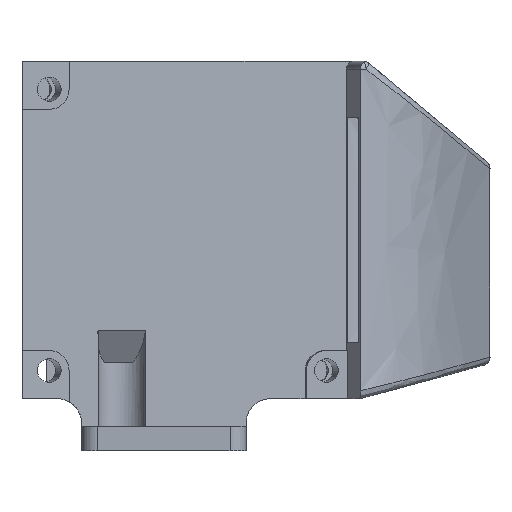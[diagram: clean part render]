
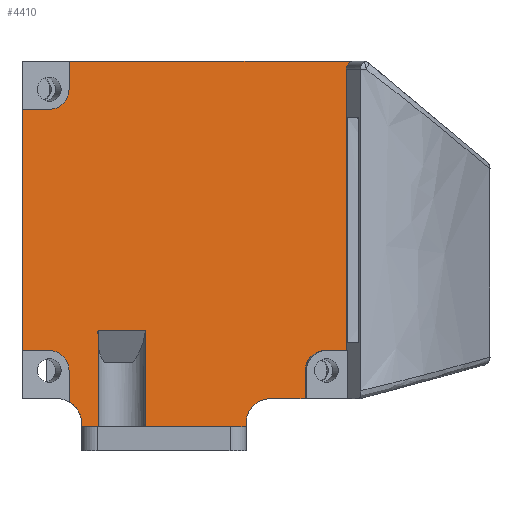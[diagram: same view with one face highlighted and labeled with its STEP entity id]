
A CAD part, left-side view. The second image highlights one B-rep face of the part: STEP entity #4410.
In plain terms, the highlighted planar face has unit normal (-0.985, -0.174, 0).
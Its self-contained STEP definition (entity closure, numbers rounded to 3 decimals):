
#237=PLANE('',#4702);
#381=FACE_OUTER_BOUND('',#631,.T.);
#631=EDGE_LOOP('',(#3117,#3118,#3119,#3120,#3121,#3122,#3123,#3124,#3125,
#3126,#3127,#3128,#3129,#3130,#3131,#3132,#3133,#3134,#3135,#3136,#3137,
#3138,#3139,#3140,#3141));
#908=CIRCLE('',#4703,2.5);
#909=CIRCLE('',#4704,1.);
#910=CIRCLE('',#4705,2.5);
#911=CIRCLE('',#4706,2.5);
#1018=LINE('',#6142,#1431);
#1026=LINE('',#6159,#1439);
#1080=LINE('',#6314,#1493);
#1084=LINE('',#6325,#1497);
#1085=LINE('',#6332,#1498);
#1087=LINE('',#6340,#1500);
#1088=LINE('',#6341,#1501);
#1089=LINE('',#6342,#1502);
#1090=LINE('',#6344,#1503);
#1091=LINE('',#6348,#1504);
#1092=LINE('',#6350,#1505);
#1093=LINE('',#6354,#1506);
#1094=LINE('',#6356,#1507);
#1095=LINE('',#6360,#1508);
#1096=LINE('',#6362,#1509);
#1097=LINE('',#6364,#1510);
#1098=LINE('',#6367,#1511);
#1099=LINE('',#6369,#1512);
#1100=LINE('',#6370,#1513);
#1431=VECTOR('',#5021,10.);
#1439=VECTOR('',#5031,10.);
#1493=VECTOR('',#5165,10.);
#1497=VECTOR('',#5175,10.);
#1498=VECTOR('',#5184,10.);
#1500=VECTOR('',#5192,10.);
#1501=VECTOR('',#5193,10.);
#1502=VECTOR('',#5194,10.);
#1503=VECTOR('',#5195,10.);
#1504=VECTOR('',#5198,10.);
#1505=VECTOR('',#5199,10.);
#1506=VECTOR('',#5202,10.);
#1507=VECTOR('',#5203,10.);
#1508=VECTOR('',#5206,10.);
#1509=VECTOR('',#5207,10.);
#1510=VECTOR('',#5208,10.);
#1511=VECTOR('',#5211,10.);
#1512=VECTOR('',#5212,10.);
#1513=VECTOR('',#5213,10.);
#1840=ELLIPSE('',#4648,3.046,3.);
#1848=ELLIPSE('',#4663,3.046,3.);
#1867=VERTEX_POINT('',#6124);
#1868=VERTEX_POINT('',#6126);
#1874=VERTEX_POINT('',#6140);
#1881=VERTEX_POINT('',#6156);
#1882=VERTEX_POINT('',#6158);
#1915=VERTEX_POINT('',#6231);
#1943=VERTEX_POINT('',#6313);
#1944=VERTEX_POINT('',#6318);
#1947=VERTEX_POINT('',#6323);
#1948=VERTEX_POINT('',#6329);
#1949=VERTEX_POINT('',#6330);
#1952=VERTEX_POINT('',#6339);
#1953=VERTEX_POINT('',#6343);
#1954=VERTEX_POINT('',#6345);
#1955=VERTEX_POINT('',#6347);
#1956=VERTEX_POINT('',#6349);
#1957=VERTEX_POINT('',#6351);
#1958=VERTEX_POINT('',#6353);
#1959=VERTEX_POINT('',#6355);
#1960=VERTEX_POINT('',#6357);
#1961=VERTEX_POINT('',#6359);
#1962=VERTEX_POINT('',#6361);
#1963=VERTEX_POINT('',#6363);
#1964=VERTEX_POINT('',#6365);
#1965=VERTEX_POINT('',#6368);
#2306=EDGE_CURVE('',#1868,#1867,#1840,.F.);
#2314=EDGE_CURVE('',#1874,#1867,#1018,.T.);
#2322=EDGE_CURVE('',#1881,#1882,#1026,.T.);
#2358=EDGE_CURVE('',#1882,#1915,#1848,.T.);
#2400=EDGE_CURVE('',#1943,#1915,#1080,.T.);
#2406=EDGE_CURVE('',#1947,#1944,#1084,.T.);
#2409=EDGE_CURVE('',#1948,#1949,#1085,.T.);
#2412=EDGE_CURVE('',#1947,#1952,#1087,.T.);
#2413=EDGE_CURVE('',#1949,#1952,#1088,.T.);
#2414=EDGE_CURVE('',#1943,#1948,#1089,.T.);
#2415=EDGE_CURVE('',#1881,#1953,#1090,.T.);
#2416=EDGE_CURVE('',#1953,#1954,#908,.T.);
#2417=EDGE_CURVE('',#1954,#1955,#1091,.T.);
#2418=EDGE_CURVE('',#1955,#1956,#1092,.T.);
#2419=EDGE_CURVE('',#1957,#1956,#909,.F.);
#2420=EDGE_CURVE('',#1958,#1957,#1093,.T.);
#2421=EDGE_CURVE('',#1958,#1959,#1094,.T.);
#2422=EDGE_CURVE('',#1959,#1960,#910,.T.);
#2423=EDGE_CURVE('',#1960,#1961,#1095,.T.);
#2424=EDGE_CURVE('',#1962,#1961,#1096,.T.);
#2425=EDGE_CURVE('',#1962,#1963,#1097,.T.);
#2426=EDGE_CURVE('',#1963,#1964,#911,.T.);
#2427=EDGE_CURVE('',#1964,#1868,#1098,.T.);
#2428=EDGE_CURVE('',#1965,#1874,#1099,.T.);
#2429=EDGE_CURVE('',#1965,#1944,#1100,.T.);
#3117=ORIENTED_EDGE('',*,*,#2412,.T.);
#3118=ORIENTED_EDGE('',*,*,#2413,.F.);
#3119=ORIENTED_EDGE('',*,*,#2409,.F.);
#3120=ORIENTED_EDGE('',*,*,#2414,.F.);
#3121=ORIENTED_EDGE('',*,*,#2400,.T.);
#3122=ORIENTED_EDGE('',*,*,#2358,.F.);
#3123=ORIENTED_EDGE('',*,*,#2322,.F.);
#3124=ORIENTED_EDGE('',*,*,#2415,.T.);
#3125=ORIENTED_EDGE('',*,*,#2416,.T.);
#3126=ORIENTED_EDGE('',*,*,#2417,.T.);
#3127=ORIENTED_EDGE('',*,*,#2418,.T.);
#3128=ORIENTED_EDGE('',*,*,#2419,.F.);
#3129=ORIENTED_EDGE('',*,*,#2420,.F.);
#3130=ORIENTED_EDGE('',*,*,#2421,.T.);
#3131=ORIENTED_EDGE('',*,*,#2422,.T.);
#3132=ORIENTED_EDGE('',*,*,#2423,.T.);
#3133=ORIENTED_EDGE('',*,*,#2424,.F.);
#3134=ORIENTED_EDGE('',*,*,#2425,.T.);
#3135=ORIENTED_EDGE('',*,*,#2426,.T.);
#3136=ORIENTED_EDGE('',*,*,#2427,.T.);
#3137=ORIENTED_EDGE('',*,*,#2306,.T.);
#3138=ORIENTED_EDGE('',*,*,#2314,.F.);
#3139=ORIENTED_EDGE('',*,*,#2428,.F.);
#3140=ORIENTED_EDGE('',*,*,#2429,.T.);
#3141=ORIENTED_EDGE('',*,*,#2406,.F.);
#4410=ADVANCED_FACE('',(#381),#237,.T.);
#4648=AXIS2_PLACEMENT_3D('',#6127,#5008,#5009);
#4663=AXIS2_PLACEMENT_3D('',#6232,#5081,#5082);
#4702=AXIS2_PLACEMENT_3D('',#6338,#5190,#5191);
#4703=AXIS2_PLACEMENT_3D('',#6346,#5196,#5197);
#4704=AXIS2_PLACEMENT_3D('',#6352,#5200,#5201);
#4705=AXIS2_PLACEMENT_3D('',#6358,#5204,#5205);
#4706=AXIS2_PLACEMENT_3D('',#6366,#5209,#5210);
#5008=DIRECTION('center_axis',(-0.985,-0.174,0.));
#5009=DIRECTION('ref_axis',(0.174,-0.985,0.));
#5021=DIRECTION('',(0.,0.,1.));
#5031=DIRECTION('',(-0.174,0.985,0.));
#5081=DIRECTION('center_axis',(-0.985,-0.174,0.));
#5082=DIRECTION('ref_axis',(-0.174,0.985,0.));
#5165=DIRECTION('',(0.,0.,1.));
#5175=DIRECTION('',(-0.174,0.985,0.));
#5184=DIRECTION('',(-0.174,0.985,0.));
#5190=DIRECTION('center_axis',(-0.985,-0.174,0.));
#5191=DIRECTION('ref_axis',(-0.174,0.985,0.));
#5192=DIRECTION('',(0.,0.,-1.));
#5193=DIRECTION('',(-0.174,0.985,0.));
#5194=DIRECTION('',(-0.174,0.985,0.));
#5195=DIRECTION('',(0.,0.,1.));
#5196=DIRECTION('center_axis',(0.985,0.174,0.));
#5197=DIRECTION('ref_axis',(0.,0.,1.));
#5198=DIRECTION('',(0.174,-0.985,0.));
#5199=DIRECTION('',(0.,0.,1.));
#5200=DIRECTION('center_axis',(0.985,0.174,0.));
#5201=DIRECTION('ref_axis',(-0.123,0.696,0.707));
#5202=DIRECTION('',(0.174,-0.985,0.));
#5203=DIRECTION('',(0.,0.,-1.));
#5204=DIRECTION('center_axis',(0.985,0.174,0.));
#5205=DIRECTION('ref_axis',(0.,0.,
-1.));
#5206=DIRECTION('',(-0.174,0.985,0.));
#5207=DIRECTION('',(0.,0.,1.));
#5208=DIRECTION('',(0.174,-0.985,0.));
#5209=DIRECTION('center_axis',(0.985,0.174,0.));
#5210=DIRECTION('ref_axis',(0.174,-0.985,0.));
#5211=DIRECTION('',(0.,0.,-1.));
#5212=DIRECTION('',(-0.174,0.985,0.));
#5213=DIRECTION('',(0.,0.,1.));
#6124=CARTESIAN_POINT('',(-28.442,-4.4,19.5));
#6126=CARTESIAN_POINT('',(-28.746,-2.678,22.214));
#6127=CARTESIAN_POINT('Origin',(-28.971,-1.4,19.5));
#6140=CARTESIAN_POINT('',(-28.442,-4.4,19.));
#6142=CARTESIAN_POINT('',(-28.442,-4.4,16.));
#6156=CARTESIAN_POINT('',(-23.536,-32.222,22.5));
#6158=CARTESIAN_POINT('',(-24.303,-27.875,22.5));
#6159=CARTESIAN_POINT('',(-28.746,-2.678,22.5));
#6231=CARTESIAN_POINT('',(-24.832,-24.875,19.5));
#6232=CARTESIAN_POINT('Origin',(-24.303,-27.875,19.5));
#6313=CARTESIAN_POINT('',(-24.832,-24.875,19.));
#6314=CARTESIAN_POINT('',(-24.832,-24.875,16.));
#6318=CARTESIAN_POINT('',(-28.079,-6.456,31.));
#6323=CARTESIAN_POINT('',(-27.038,-12.364,31.));
#6325=CARTESIAN_POINT('',(-24.72,-25.509,31.));
#6329=CARTESIAN_POINT('',(-25.569,-20.696,19.));
#6330=CARTESIAN_POINT('',(-26.47,-15.582,19.));
#6332=CARTESIAN_POINT('',(-28.746,-2.678,19.));
#6338=CARTESIAN_POINT('Origin',(-22.668,-37.146,63.5));
#6339=CARTESIAN_POINT('',(-27.038,-12.364,19.));
#6340=CARTESIAN_POINT('',(-27.038,-12.364,19.));
#6341=CARTESIAN_POINT('',(-26.835,-13.513,19.));
#6342=CARTESIAN_POINT('',(-26.101,-17.678,19.));
#6343=CARTESIAN_POINT('',(-23.536,-32.222,26.));
#6344=CARTESIAN_POINT('',(-23.536,-32.222,44.75));
#6345=CARTESIAN_POINT('',(-23.102,-34.684,28.5));
#6346=CARTESIAN_POINT('Origin',(-23.102,-34.684,26.));
#6347=CARTESIAN_POINT('',(-22.633,-37.343,28.5));
#6348=CARTESIAN_POINT('',(-22.651,-37.244,28.5));
#6349=CARTESIAN_POINT('',(-22.633,-37.343,63.5));
#6350=CARTESIAN_POINT('',(-22.633,-37.343,63.5));
#6351=CARTESIAN_POINT('',(-22.46,-38.328,64.5));
#6352=CARTESIAN_POINT('Origin',(-22.46,-38.328,63.5));
#6353=CARTESIAN_POINT('',(-28.746,-2.678,64.5));
#6354=CARTESIAN_POINT('',(-28.746,-2.678,64.5));
#6355=CARTESIAN_POINT('',(-28.746,-2.678,61.));
#6356=CARTESIAN_POINT('',(-28.746,-2.678,62.25));
#6357=CARTESIAN_POINT('',(-29.18,-0.216,58.5));
#6358=CARTESIAN_POINT('Origin',(-29.18,-0.216,61.));
#6359=CARTESIAN_POINT('',(-29.747,3.,58.5));
#6360=CARTESIAN_POINT('',(-26.207,-17.073,58.5));
#6361=CARTESIAN_POINT('',(-29.747,3.,28.5));
#6362=CARTESIAN_POINT('',(-29.747,3.,63.5));
#6363=CARTESIAN_POINT('',(-29.18,-0.216,28.5));
#6364=CARTESIAN_POINT('',(-25.924,-18.681,28.5));
#6365=CARTESIAN_POINT('',(-28.746,-2.678,26.));
#6366=CARTESIAN_POINT('Origin',(-29.18,-0.216,26.));
#6367=CARTESIAN_POINT('',(-28.746,-2.678,43.));
#6368=CARTESIAN_POINT('',(-28.079,-6.456,19.));
#6369=CARTESIAN_POINT('',(-27.537,-9.53,19.));
#6370=CARTESIAN_POINT('',(-28.079,-6.456,19.));
